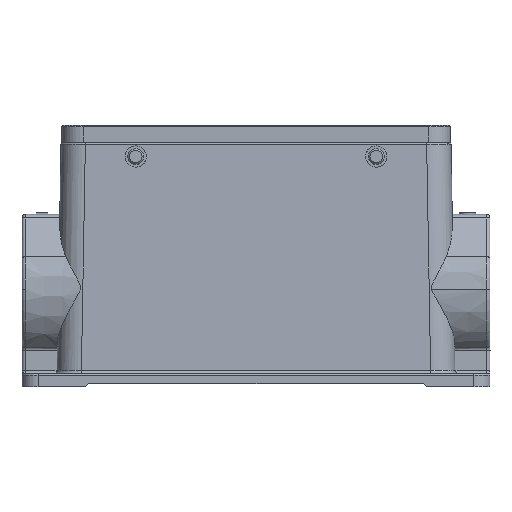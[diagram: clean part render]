
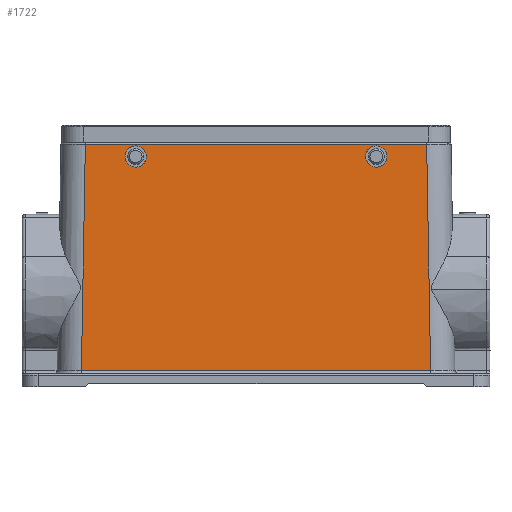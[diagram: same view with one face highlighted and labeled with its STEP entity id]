
A CAD part, top view. The second image highlights one B-rep face of the part: STEP entity #1722.
In plain terms, the highlighted planar face has unit normal (0, 0.018, 1).
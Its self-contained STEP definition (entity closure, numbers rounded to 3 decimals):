
#187=(
BOUNDED_CURVE()
B_SPLINE_CURVE(3,(#10243,#10244,#10245,#10246),.UNSPECIFIED.,.F.,.F.)
B_SPLINE_CURVE_WITH_KNOTS((4,4),(0.,1.),.UNSPECIFIED.)
CURVE()
GEOMETRIC_REPRESENTATION_ITEM()
RATIONAL_B_SPLINE_CURVE((1.,0.333,0.333,1.))
REPRESENTATION_ITEM('')
);
#188=(
BOUNDED_CURVE()
B_SPLINE_CURVE(3,(#10267,#10268,#10269,#10270),.UNSPECIFIED.,.F.,.F.)
B_SPLINE_CURVE_WITH_KNOTS((4,4),(0.,1.),.UNSPECIFIED.)
CURVE()
GEOMETRIC_REPRESENTATION_ITEM()
RATIONAL_B_SPLINE_CURVE((1.,0.333,0.333,1.))
REPRESENTATION_ITEM('')
);
#192=(
BOUNDED_CURVE()
B_SPLINE_CURVE(3,(#11330,#11331,#11332,#11333),.UNSPECIFIED.,.F.,.F.)
B_SPLINE_CURVE_WITH_KNOTS((4,4),(0.,1.),.UNSPECIFIED.)
CURVE()
GEOMETRIC_REPRESENTATION_ITEM()
RATIONAL_B_SPLINE_CURVE((1.,0.333,0.333,1.))
REPRESENTATION_ITEM('')
);
#193=(
BOUNDED_CURVE()
B_SPLINE_CURVE(3,(#11339,#11340,#11341,#11342),.UNSPECIFIED.,.F.,.F.)
B_SPLINE_CURVE_WITH_KNOTS((4,4),(0.,1.),.UNSPECIFIED.)
CURVE()
GEOMETRIC_REPRESENTATION_ITEM()
RATIONAL_B_SPLINE_CURVE((1.,0.333,0.333,1.))
REPRESENTATION_ITEM('')
);
#510=FACE_BOUND('',#2642,.T.);
#511=FACE_BOUND('',#2643,.T.);
#512=FACE_BOUND('',#2644,.T.);
#899=LINE('',#10261,#1308);
#954=LINE('',#11334,#1363);
#955=LINE('',#11336,#1364);
#956=LINE('',#11338,#1365);
#1308=VECTOR('',#7937,1.);
#1363=VECTOR('',#8132,1.);
#1364=VECTOR('',#8133,1.);
#1365=VECTOR('',#8134,1.);
#1722=ADVANCED_FACE('NONE',(#510,#511,#512),#1972,.T.);
#1972=PLANE('',#6885);
#2642=EDGE_LOOP('',(#3803,#3804));
#2643=EDGE_LOOP('',(#3805,#3806,#3807,#3808));
#2644=EDGE_LOOP('',(#3809,#3810));
#3803=ORIENTED_EDGE('',*,*,#5883,.T.);
#3804=ORIENTED_EDGE('',*,*,#5751,.T.);
#3805=ORIENTED_EDGE('',*,*,#5884,.F.);
#3806=ORIENTED_EDGE('',*,*,#5755,.T.);
#3807=ORIENTED_EDGE('',*,*,#5885,.F.);
#3808=ORIENTED_EDGE('',*,*,#5886,.F.);
#3809=ORIENTED_EDGE('',*,*,#5887,.T.);
#3810=ORIENTED_EDGE('',*,*,#5758,.T.);
#5011=VERTEX_POINT('',#10240);
#5012=VERTEX_POINT('',#10242);
#5013=VERTEX_POINT('',#10252);
#5016=VERTEX_POINT('',#10260);
#5017=VERTEX_POINT('',#10264);
#5018=VERTEX_POINT('',#10266);
#5099=VERTEX_POINT('',#11335);
#5100=VERTEX_POINT('',#11337);
#5751=EDGE_CURVE('NONE',#5011,#5012,#187,.T.);
#5755=EDGE_CURVE('NONE',#5013,#5016,#899,.T.);
#5758=EDGE_CURVE('NONE',#5017,#5018,#188,.T.);
#5883=EDGE_CURVE('NONE',#5012,#5011,#192,.T.);
#5884=EDGE_CURVE('NONE',#5013,#5099,#954,.T.);
#5885=EDGE_CURVE('NONE',#5100,#5016,#955,.T.);
#5886=EDGE_CURVE('NONE',#5099,#5100,#956,.T.);
#5887=EDGE_CURVE('NONE',#5018,#5017,#193,.T.);
#6885=AXIS2_PLACEMENT_3D('',#11343,#8135,#8136);
#7937=DIRECTION('',(1.,0.,0.));
#8132=DIRECTION('',(0.017,1.,-0.017));
#8133=DIRECTION('',(0.017,-1.,0.017));
#8134=DIRECTION('',(1.,0.,0.));
#8135=DIRECTION('',(0.,0.017,1.));
#8136=DIRECTION('',(0.,-1.,0.017));
#10240=CARTESIAN_POINT('',(-33.75,70.8,21.573));
#10242=CARTESIAN_POINT('',(-40.25,70.8,21.573));
#10243=CARTESIAN_POINT('',(-33.75,70.8,21.573));
#10244=CARTESIAN_POINT('',(-33.75,64.3,21.687));
#10245=CARTESIAN_POINT('',(-40.25,64.3,21.687));
#10246=CARTESIAN_POINT('',(-40.25,70.8,21.573));
#10252=CARTESIAN_POINT('',(-53.723,4.983,22.722));
#10260=CARTESIAN_POINT('',(53.723,4.983,22.722));
#10261=CARTESIAN_POINT('',(-63.061,4.983,22.722));
#10264=CARTESIAN_POINT('',(40.25,70.8,21.573));
#10266=CARTESIAN_POINT('',(33.75,70.8,21.573));
#10267=CARTESIAN_POINT('',(40.25,70.8,21.573));
#10268=CARTESIAN_POINT('',(40.25,64.3,21.687));
#10269=CARTESIAN_POINT('',(33.75,64.3,21.687));
#10270=CARTESIAN_POINT('',(33.75,70.8,21.573));
#11330=CARTESIAN_POINT('',(-40.25,70.8,21.573));
#11331=CARTESIAN_POINT('',(-40.25,77.3,21.46));
#11332=CARTESIAN_POINT('',(-33.75,77.3,21.46));
#11333=CARTESIAN_POINT('',(-33.75,70.8,21.573));
#11334=CARTESIAN_POINT('',(-52.496,75.27,21.495));
#11335=CARTESIAN_POINT('',(-52.51,74.509,21.509));
#11336=CARTESIAN_POINT('',(52.496,75.27,21.495));
#11337=CARTESIAN_POINT('',(52.51,74.509,21.509));
#11338=CARTESIAN_POINT('',(-53.991,74.509,21.509));
#11339=CARTESIAN_POINT('',(33.75,70.8,21.573));
#11340=CARTESIAN_POINT('',(33.75,77.3,21.46));
#11341=CARTESIAN_POINT('',(40.25,77.3,21.46));
#11342=CARTESIAN_POINT('',(40.25,70.8,21.573));
#11343=CARTESIAN_POINT('',(-63.061,75.,21.5));
